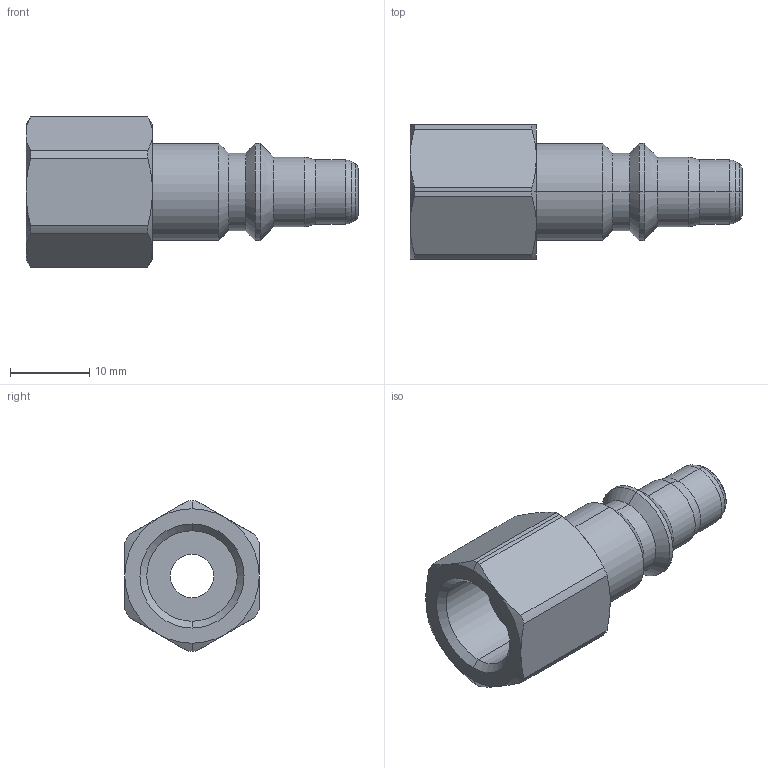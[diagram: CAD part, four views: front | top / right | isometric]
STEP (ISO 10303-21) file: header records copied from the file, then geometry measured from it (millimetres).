
FILE_DESCRIPTION(('HOOPS Exchange Step'),'2;1');
FILE_NAME('export-2F3F6FF1-DDD1-4526-9CDB-25F67EDACADF.stp','2024-02-09T09:52:41+01:00',('Engineering'),('Alibre'),'HOOPS Exchange 2021.0','Alibre','Unknown authorisation');
FILE_SCHEMA( ('AP242_MANAGED_MODEL_BASED_3D_ENGINEERING_MIM_LF {1 0 10303 442 1 1 4 }') );
Length unit declared in the file: millimetre
Products named in the file (1): 3172 0202112 Quick-fit Coupling 100, 0.25inch, Female, IAC
Bounding box: 42 x 17 x 19 mm (x, y, z)
Volume: 4529 mm3; surface area: 3027.5 mm2
Topology: 1 solids, 1 shells, 64 faces, 140 edges, 80 vertices
Faces by surface type: cone 28, cylinder 22, plane 10, torus 4
Entity records: 1803 total; most frequent: CARTESIAN_POINT 358, DIRECTION 320, ORIENTED_EDGE 280, EDGE_CURVE 140, AXIS2_PLACEMENT_3D 138, VERTEX_POINT 80, CIRCLE 72, EDGE_LOOP 68
